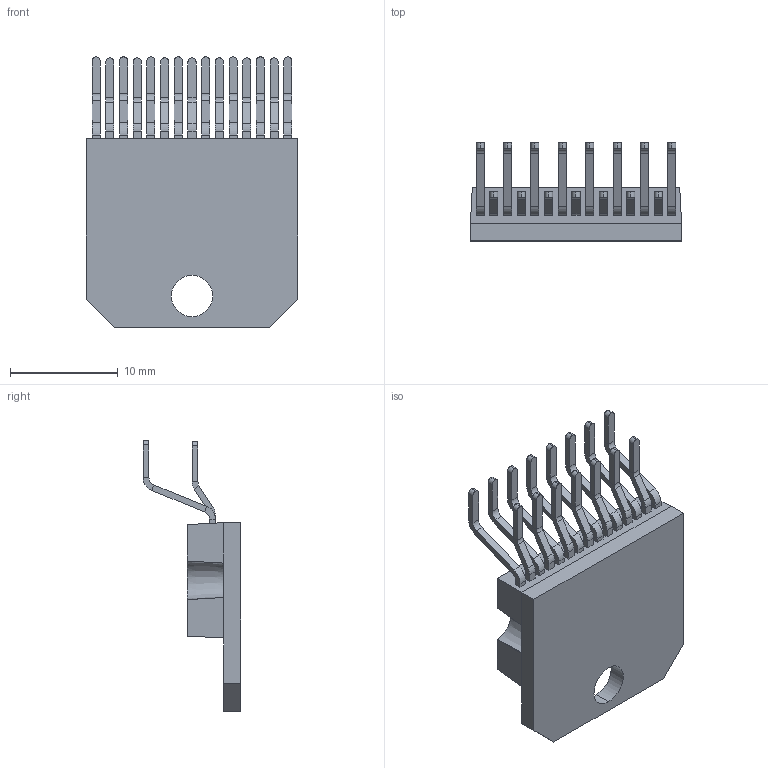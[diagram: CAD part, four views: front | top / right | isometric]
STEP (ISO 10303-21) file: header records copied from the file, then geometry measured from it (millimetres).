
FILE_DESCRIPTION (( 'STEP AP203' ), '1' );
FILE_NAME ('L298N.STEP', '2021-03-25T06:23:23', ( 'Admin' ), ( '' ), 'SwSTEP 2.0', 'SolidWorks 2018', '' );
FILE_SCHEMA (( 'CONFIG_CONTROL_DESIGN' ));
Length unit declared in the file: millimetre
Products named in the file (1): L298N
Bounding box: 19.6 x 9.09 x 25.1 mm (x, y, z)
Volume: 1240.5 mm3; surface area: 1371.8 mm2
Topology: 1 solids, 1 shells, 361 faces, 774 edges, 432 vertices
Faces by surface type: plane 259, cylinder 92, cone 10
Entity records: 9503 total; most frequent: DIRECTION 1694, CARTESIAN_POINT 1586, ORIENTED_EDGE 1548, EDGE_CURVE 774, LINE 570, VECTOR 570, AXIS2_PLACEMENT_3D 562, VERTEX_POINT 432
